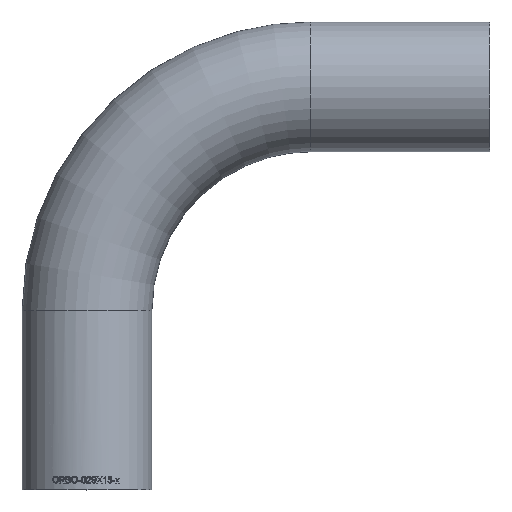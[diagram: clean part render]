
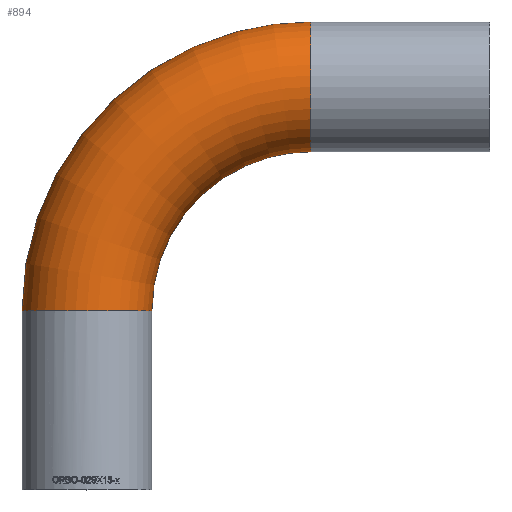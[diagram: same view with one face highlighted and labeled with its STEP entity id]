
A CAD part, top view. The second image highlights one B-rep face of the part: STEP entity #894.
In plain terms, the highlighted toroidal (fillet/blend) face has major radius 50 mm and minor radius 14.5 mm.
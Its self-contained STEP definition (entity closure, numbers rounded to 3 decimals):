
#101 = EDGE_LOOP ( 'NONE', ( #6984 ) ) ;
#894 = ADVANCED_FACE ( 'NONE', ( #9890, #13981 ), #2489, .T. ) ;
#2489 = TOROIDAL_SURFACE ( 'NONE', #16422, 50., 14.5 ) ;
#2546 = VERTEX_POINT ( 'NONE', #3853 ) ;
#3853 = CARTESIAN_POINT ( 'NONE',  ( 0., 90., 14.5 ) ) ;
#4703 = DIRECTION ( 'NONE',  ( 0., 0., -1. ) ) ;
#5664 = DIRECTION ( 'NONE',  ( 0., 0., 1. ) ) ;
#6621 = EDGE_CURVE ( 'NONE', #15559, #15559, #9034, .T. ) ;
#6984 = ORIENTED_EDGE ( 'NONE', *, *, #6621, .T. ) ;
#8773 = CARTESIAN_POINT ( 'NONE',  ( 0., 40., 0. ) ) ;
#8947 = CARTESIAN_POINT ( 'NONE',  ( -50., 40., 14.5 ) ) ;
#9034 = CIRCLE ( 'NONE', #15316, 14.5 ) ;
#9046 = EDGE_LOOP ( 'NONE', ( #13236 ) ) ;
#9804 = DIRECTION ( 'NONE',  ( -1., 0., 0. ) ) ;
#9890 = FACE_OUTER_BOUND ( 'NONE', #9046, .T. ) ;
#10834 = CIRCLE ( 'NONE', #15537, 14.5 ) ;
#10954 = EDGE_CURVE ( 'NONE', #2546, #2546, #10834, .T. ) ;
#12129 = DIRECTION ( 'NONE',  ( 1., 0., 0. ) ) ;
#13236 = ORIENTED_EDGE ( 'NONE', *, *, #10954, .F. ) ;
#13639 = DIRECTION ( 'NONE',  ( 0., 0., 1. ) ) ;
#13676 = CARTESIAN_POINT ( 'NONE',  ( 0., 90., 0. ) ) ;
#13808 = DIRECTION ( 'NONE',  ( 0., 1., 0. ) ) ;
#13981 = FACE_OUTER_BOUND ( 'NONE', #101, .T. ) ;
#15284 = CARTESIAN_POINT ( 'NONE',  ( -50., 40., 0. ) ) ;
#15316 = AXIS2_PLACEMENT_3D ( 'NONE', #15284, #13808, #13639 ) ;
#15537 = AXIS2_PLACEMENT_3D ( 'NONE', #13676, #12129, #5664 ) ;
#15559 = VERTEX_POINT ( 'NONE', #8947 ) ;
#16422 = AXIS2_PLACEMENT_3D ( 'NONE', #8773, #4703, #9804 ) ;
